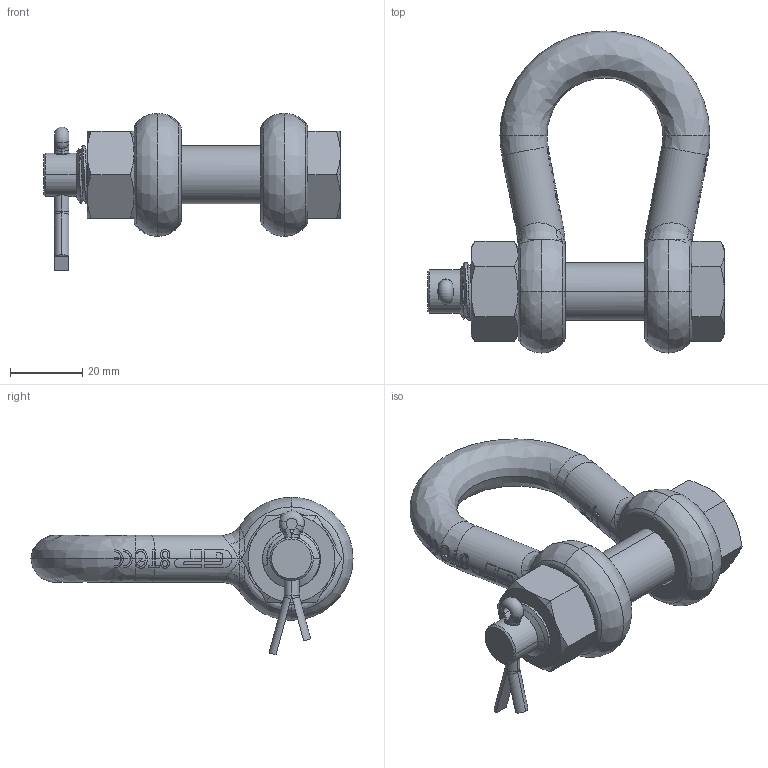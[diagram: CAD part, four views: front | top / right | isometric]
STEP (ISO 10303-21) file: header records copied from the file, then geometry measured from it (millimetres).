
FILE_DESCRIPTION(('STEP AP214'),'1');
FILE_NAME('poghmb13.stp','2017-03-31T16:55:08',('TraceParts'),('TraceParts S.A.'),'Spatial InterOp 3D',' ',' ');
FILE_SCHEMA(('automotive_design'));
Length unit declared in the file: millimetre
Products named in the file (4): poghmb13_1; poghmb13_2; poghmb13_3; poghmb13_4
Bounding box: 82 x 89 x 43.49 mm (x, y, z)
Volume: 53960.1 mm3; surface area: 20167.8 mm2
Topology: 4 solids, 4 shells, 687 faces, 1906 edges, 1226 vertices
Faces by surface type: bspline 287, plane 226, cylinder 141, cone 28, torus 5
Entity records: 35017 total; most frequent: CARTESIAN_POINT 20385, ORIENTED_EDGE 3788, DIRECTION 1933, EDGE_CURVE 1894, VERTEX_POINT 1226, LINE 747, VECTOR 747, B_SPLINE_CURVE_WITH_KNOTS 731
